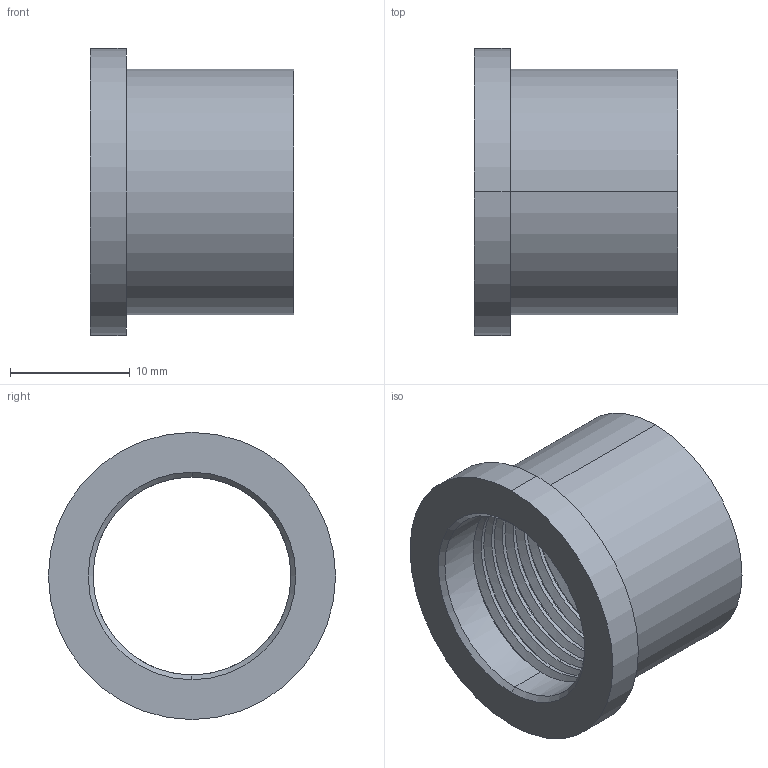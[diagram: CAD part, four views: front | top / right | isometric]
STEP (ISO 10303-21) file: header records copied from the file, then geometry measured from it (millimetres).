
FILE_DESCRIPTION (( 'STEP AP203' ), '1' );
FILE_NAME ('3D-LR-131-E_3-8_17106320.STEP', '2024-09-02T15:30:02', ( '' ), ( '' ), 'SwSTEP 2.0', 'SolidWorks 2024', '' );
FILE_SCHEMA (( 'CONFIG_CONTROL_DESIGN' ));
Length unit declared in the file: millimetre
Products named in the file (1): 3D-LR-131-E_3-8_17106320
Bounding box: 17 x 24 x 24 mm (x, y, z)
Volume: 2106.3 mm3; surface area: 2939.7 mm2
Topology: 1 solids, 1 shells, 36 faces, 97 edges, 64 vertices
Faces by surface type: cylinder 27, plane 4, bspline 3, cone 2
Entity records: 3056 total; most frequent: CARTESIAN_POINT 2228, ORIENTED_EDGE 194, DIRECTION 122, EDGE_CURVE 97, VERTEX_POINT 64, AXIS2_PLACEMENT_3D 46, EDGE_LOOP 39, ADVANCED_FACE 36
